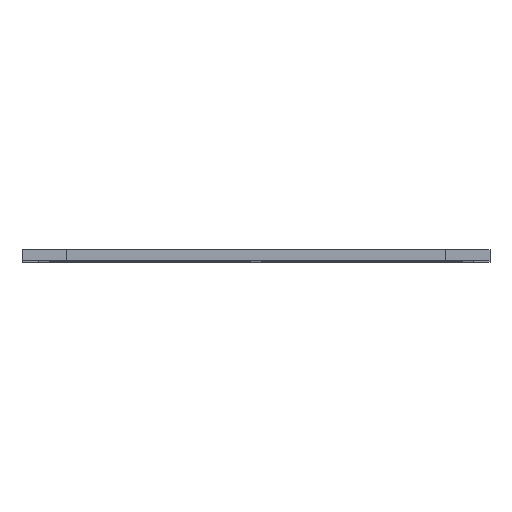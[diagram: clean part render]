
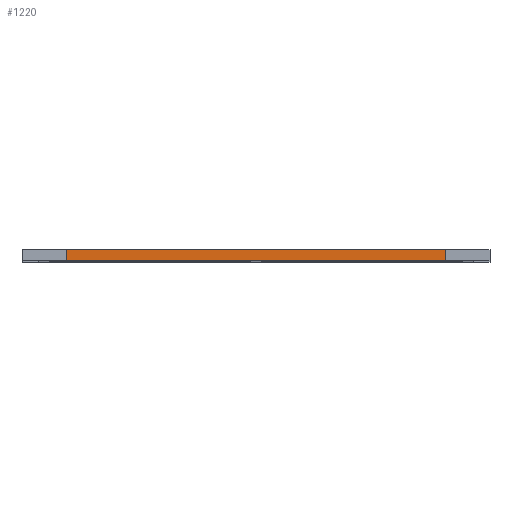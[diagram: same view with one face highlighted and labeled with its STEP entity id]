
A CAD part, top view. The second image highlights one B-rep face of the part: STEP entity #1220.
In plain terms, the highlighted planar face has unit normal (0, 0, 1).
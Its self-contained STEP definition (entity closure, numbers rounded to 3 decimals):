
#130=FACE_OUTER_BOUND('',#188,.T.);
#188=EDGE_LOOP('',(#1003,#1004,#1005,#1006));
#300=LINE('',#1857,#444);
#356=LINE('',#1968,#500);
#357=LINE('',#1970,#501);
#358=LINE('',#1971,#502);
#444=VECTOR('',#1534,10.);
#500=VECTOR('',#1626,10.);
#501=VECTOR('',#1629,10.);
#502=VECTOR('',#1630,10.);
#576=VERTEX_POINT('',#1854);
#577=VERTEX_POINT('',#1856);
#613=VERTEX_POINT('',#1964);
#614=VERTEX_POINT('',#1966);
#724=EDGE_CURVE('',#576,#577,#300,.T.);
#780=EDGE_CURVE('',#613,#614,#356,.T.);
#781=EDGE_CURVE('',#576,#613,#357,.T.);
#782=EDGE_CURVE('',#577,#614,#358,.T.);
#1003=ORIENTED_EDGE('',*,*,#781,.T.);
#1004=ORIENTED_EDGE('',*,*,#780,.T.);
#1005=ORIENTED_EDGE('',*,*,#782,.F.);
#1006=ORIENTED_EDGE('',*,*,#724,.F.);
#1162=PLANE('',#1322);
#1220=ADVANCED_FACE('',(#130),#1162,.T.);
#1322=AXIS2_PLACEMENT_3D('',#1969,#1627,#1628);
#1534=DIRECTION('',(0.,1.,0.));
#1626=DIRECTION('',(0.,1.,0.));
#1627=DIRECTION('center_axis',(0.,0.,1.));
#1628=DIRECTION('ref_axis',(1.,0.,0.));
#1629=DIRECTION('',(1.,0.,0.));
#1630=DIRECTION('',(1.,0.,0.));
#1854=CARTESIAN_POINT('',(-34.5,0.,62.));
#1856=CARTESIAN_POINT('',(-34.5,2.,62.));
#1857=CARTESIAN_POINT('',(-34.5,0.,62.));
#1964=CARTESIAN_POINT('',(34.5,0.,62.));
#1966=CARTESIAN_POINT('',(34.5,2.,62.));
#1968=CARTESIAN_POINT('',(34.5,0.,62.));
#1969=CARTESIAN_POINT('Origin',(-34.5,0.,62.));
#1970=CARTESIAN_POINT('',(-35.042,0.,62.));
#1971=CARTESIAN_POINT('',(-35.042,2.,62.));
